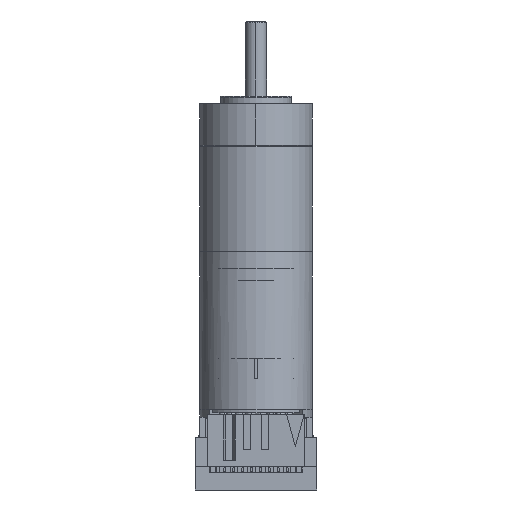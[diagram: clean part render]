
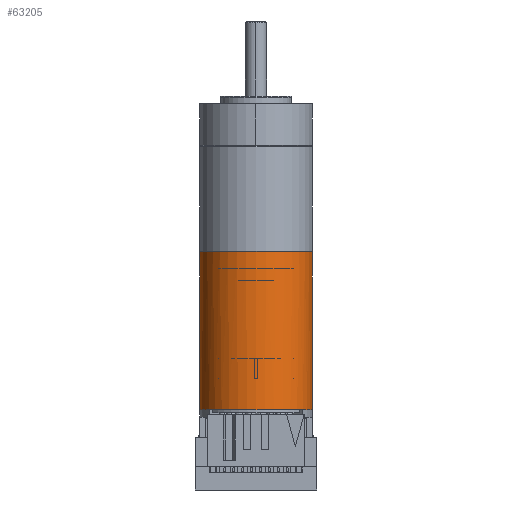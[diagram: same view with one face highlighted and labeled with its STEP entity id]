
A CAD part, front view. The second image highlights one B-rep face of the part: STEP entity #63205.
In plain terms, the highlighted cylindrical face has radius 8 mm (diameter 16 mm), a partial arc.
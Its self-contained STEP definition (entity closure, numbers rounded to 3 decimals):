
#14=CARTESIAN_POINT('',(0.,0.,0.));
#15=DIRECTION('',(0.,0.,1.));
#16=DIRECTION('',(-0.832,-0.554,0.));
#17=AXIS2_PLACEMENT_3D('',#14,#15,#16);
#27018=CARTESIAN_POINT('',(0.,0.,0.));
#27019=DIRECTION('',(0.,0.,-1.));
#27020=DIRECTION('',(-0.832,-0.554,0.));
#27021=AXIS2_PLACEMENT_3D('',#27018,#27019,#27020);
#27023=DIRECTION('',(0.,0.,1.));
#27024=VECTOR('',#27023,22.4);
#27025=CARTESIAN_POINT('',(-8.,0.,0.));
#27026=LINE('',#27025,#27024);
#27027=DIRECTION('',(0.,0.,-1.));
#27028=VECTOR('',#27027,22.4);
#27029=CARTESIAN_POINT('',(8.,0.,22.4));
#27030=LINE('',#27029,#27028);
#27031=CARTESIAN_POINT('',(0.,0.,0.));
#27032=DIRECTION('',(0.,0.,-1.));
#27033=DIRECTION('',(1.,0.,0.));
#27034=AXIS2_PLACEMENT_3D('',#27031,#27032,#27033);
#27036=CARTESIAN_POINT('',(0.,0.,22.4));
#27037=DIRECTION('',(0.,0.,1.));
#27038=DIRECTION('',(-1.,0.,0.));
#27039=AXIS2_PLACEMENT_3D('',#27036,#27037,#27038);
#27709=CARTESIAN_POINT('',(-8.,0.,22.4));
#27710=CARTESIAN_POINT('',(8.,0.,22.4));
#27711=VERTEX_POINT('',#27709);
#27712=VERTEX_POINT('',#27710);
#28696=CARTESIAN_POINT('',(-6.658,-4.435,0.));
#28697=CARTESIAN_POINT('',(-8.,0.,0.));
#28698=VERTEX_POINT('',#28696);
#28699=VERTEX_POINT('',#28697);
#28700=CARTESIAN_POINT('',(8.,0.,0.));
#28701=CARTESIAN_POINT('',(6.658,-4.435,0.));
#28702=VERTEX_POINT('',#28700);
#28703=VERTEX_POINT('',#28701);
#63191=CARTESIAN_POINT('',(0.,0.,0.));
#63192=DIRECTION('',(0.,0.,1.));
#63193=DIRECTION('',(1.,0.,0.));
#63194=AXIS2_PLACEMENT_3D('',#63191,#63192,#63193);
#63195=CYLINDRICAL_SURFACE('',#63194,8.);
#63196=ORIENTED_EDGE('',*,*,#32789,.T.);
#63197=ORIENTED_EDGE('',*,*,#32787,.T.);
#63199=ORIENTED_EDGE('',*,*,#63198,.T.);
#63200=ORIENTED_EDGE('',*,*,#32783,.T.);
#63201=ORIENTED_EDGE('',*,*,#32781,.T.);
#63202=ORIENTED_EDGE('',*,*,#32701,.F.);
#63203=EDGE_LOOP('',(#63196,#63197,#63199,#63200,#63201,#63202));
#63204=FACE_OUTER_BOUND('',#63203,.F.);
#63205=ADVANCED_FACE('',(#63204),#63195,.T.);
#18=CIRCLE('',#17,8.);
#27022=CIRCLE('',#27021,8.);
#27035=CIRCLE('',#27034,8.);
#27040=CIRCLE('',#27039,8.);
#32701=EDGE_CURVE('',#28698,#28703,#18,.T.);
#32781=EDGE_CURVE('',#28702,#28703,#27035,.T.);
#32783=EDGE_CURVE('',#27712,#28702,#27030,.T.);
#32787=EDGE_CURVE('',#28699,#27711,#27026,.T.);
#32789=EDGE_CURVE('',#28698,#28699,#27022,.T.);
#63198=EDGE_CURVE('',#27711,#27712,#27040,.T.);
